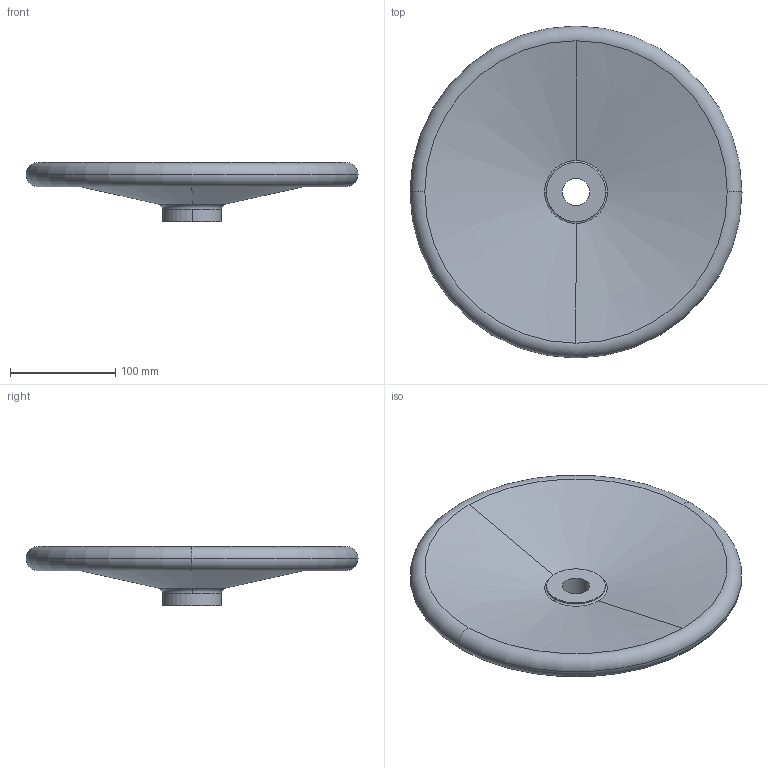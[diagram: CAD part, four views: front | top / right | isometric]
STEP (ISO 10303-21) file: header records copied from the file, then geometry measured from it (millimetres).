
FILE_DESCRIPTION(('STEP AP214'),'1');
FILE_NAME('HALDERN_EH_24570_0150.stp','2017-05-09T08:37:27',('TraceParts'),('TraceParts S.A.'),'Spatial InterOp 3D',' ',' ');
FILE_SCHEMA(('automotive_design'));
Length unit declared in the file: millimetre
Products named in the file (1): HALDERN_EH_24570_0150
Bounding box: 315 x 315 x 55.98 mm (x, y, z)
Volume: 1191495.4 mm3; surface area: 181988.2 mm2
Topology: 1 solids, 1 shells, 24 faces, 64 edges, 42 vertices
Faces by surface type: torus 10, cylinder 8, cone 4, plane 2
Entity records: 996 total; most frequent: DIRECTION 166, CARTESIAN_POINT 131, ORIENTED_EDGE 128, AXIS2_PLACEMENT_3D 77, EDGE_CURVE 64, CIRCLE 52, VERTEX_POINT 42, EDGE_LOOP 26
